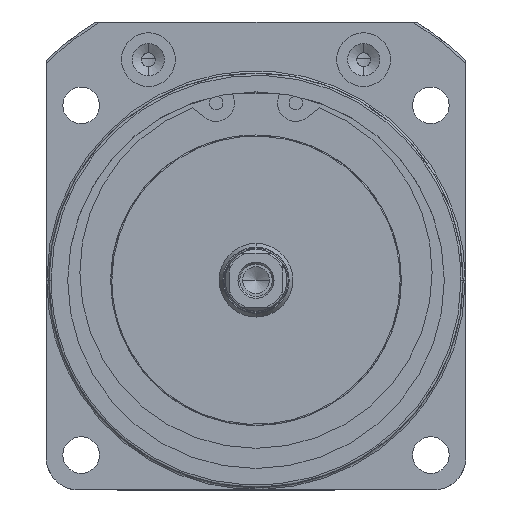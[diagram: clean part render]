
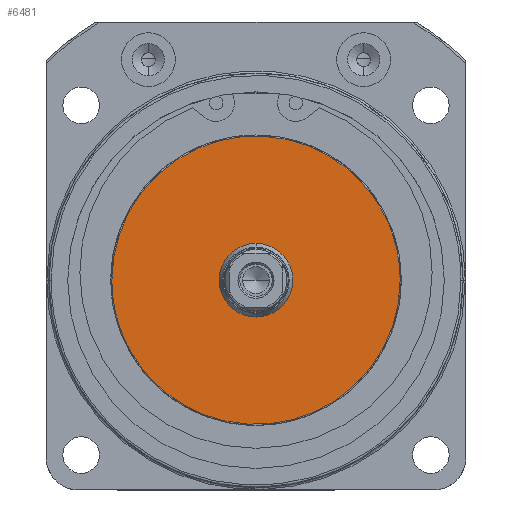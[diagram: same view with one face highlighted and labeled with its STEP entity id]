
A CAD part, front view. The second image highlights one B-rep face of the part: STEP entity #6481.
In plain terms, the highlighted planar face has unit normal (0, -1, 0).
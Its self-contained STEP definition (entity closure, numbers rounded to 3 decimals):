
#479 =( BOUNDED_CURVE ( )  B_SPLINE_CURVE ( 3, ( #8623, #8601, #8630, #8632 ),
 .UNSPECIFIED., .F., .F. ) 
 B_SPLINE_CURVE_WITH_KNOTS ( ( 4, 4 ),
 ( 0., 1. ),
 .UNSPECIFIED. ) 
 CURVE ( )  GEOMETRIC_REPRESENTATION_ITEM ( )  RATIONAL_B_SPLINE_CURVE ( ( 1., 0.333, 0.333, 1. ) ) 
 REPRESENTATION_ITEM ( '' )  );
#875 =( BOUNDED_CURVE ( )  B_SPLINE_CURVE ( 3, ( #8390, #8433, #8400, #8388 ),
 .UNSPECIFIED., .F., .F. ) 
 B_SPLINE_CURVE_WITH_KNOTS ( ( 4, 4 ),
 ( 0., 1. ),
 .UNSPECIFIED. ) 
 CURVE ( )  GEOMETRIC_REPRESENTATION_ITEM ( )  RATIONAL_B_SPLINE_CURVE ( ( 1., 0.333, 0.333, 1. ) ) 
 REPRESENTATION_ITEM ( '' )  );
#1407 = AXIS2_PLACEMENT_3D ( 'NONE', #7874, #7876, #7878 ) ;
#1920 = EDGE_CURVE ( 'NONE', #12567, #12553, #875, .T. ) ;
#4169 = CIRCLE ( 'NONE', #1407, 6.85 ) ;
#4440 = EDGE_LOOP ( 'NONE', ( #5342, #5339 ) ) ;
#4463 = DIRECTION ( 'NONE',  ( 1., 0., 0. ) ) ;
#4494 = VERTEX_POINT ( 'NONE', #7940 ) ;
#4499 = DIRECTION ( 'NONE',  ( 0., -1., 0. ) ) ;
#4502 = VERTEX_POINT ( 'NONE', #7932 ) ;
#4666 = EDGE_LOOP ( 'NONE', ( #5344, #5343 ) ) ;
#5339 = ORIENTED_EDGE ( 'NONE', *, *, #1920, .F. ) ;
#5342 = ORIENTED_EDGE ( 'NONE', *, *, #9519, .F. ) ;
#5343 = ORIENTED_EDGE ( 'NONE', *, *, #5874, .F. ) ;
#5344 = ORIENTED_EDGE ( 'NONE', *, *, #7121, .F. ) ;
#5351 = CARTESIAN_POINT ( 'NONE',  ( 0., -127.7, 0. ) ) ;
#5874 = EDGE_CURVE ( 'NONE', #4502, #4494, #10426, .T. ) ;
#6245 = AXIS2_PLACEMENT_3D ( 'NONE', #5351, #4499, #4463 ) ;
#6481 = ADVANCED_FACE ( 'NONE', ( #10215, #10211 ), #11936, .F. ) ;
#6855 = AXIS2_PLACEMENT_3D ( 'NONE', #11942, #11932, #11930 ) ;
#7121 = EDGE_CURVE ( 'NONE', #4494, #4502, #4169, .T. ) ;
#7874 = CARTESIAN_POINT ( 'NONE',  ( 0., -127.7, 0. ) ) ;
#7876 = DIRECTION ( 'NONE',  ( 0., -1., 0. ) ) ;
#7878 = DIRECTION ( 'NONE',  ( 1., 0., 0. ) ) ;
#7932 = CARTESIAN_POINT ( 'NONE',  ( -6.85, -127.7, 0. ) ) ;
#7940 = CARTESIAN_POINT ( 'NONE',  ( 6.85, -127.7, 0. ) ) ;
#8388 = CARTESIAN_POINT ( 'NONE',  ( 26.8, -127.7, 0. ) ) ;
#8390 = CARTESIAN_POINT ( 'NONE',  ( -26.8, -127.7, 0. ) ) ;
#8400 = CARTESIAN_POINT ( 'NONE',  ( 26.8, -127.7, 53.6 ) ) ;
#8433 = CARTESIAN_POINT ( 'NONE',  ( -26.8, -127.7, 53.6 ) ) ;
#8601 = CARTESIAN_POINT ( 'NONE',  ( 26.8, -127.7, -53.6 ) ) ;
#8623 = CARTESIAN_POINT ( 'NONE',  ( 26.8, -127.7, 0. ) ) ;
#8630 = CARTESIAN_POINT ( 'NONE',  ( -26.8, -127.7, -53.6 ) ) ;
#8632 = CARTESIAN_POINT ( 'NONE',  ( -26.8, -127.7, 0. ) ) ;
#8867 = CARTESIAN_POINT ( 'NONE',  ( 26.8, -127.7, 0. ) ) ;
#8881 = CARTESIAN_POINT ( 'NONE',  ( -26.8, -127.7, 0. ) ) ;
#9519 = EDGE_CURVE ( 'NONE', #12553, #12567, #479, .T. ) ;
#10211 = FACE_OUTER_BOUND ( 'NONE', #4440, .T. ) ;
#10215 = FACE_BOUND ( 'NONE', #4666, .T. ) ;
#10426 = CIRCLE ( 'NONE', #6245, 6.85 ) ;
#11930 = DIRECTION ( 'NONE',  ( -1., 0., 0. ) ) ;
#11932 = DIRECTION ( 'NONE',  ( 0., 1., 0. ) ) ;
#11936 = PLANE ( 'NONE',  #6855 ) ;
#11942 = CARTESIAN_POINT ( 'NONE',  ( -26.8, -127.7, 0. ) ) ;
#12553 = VERTEX_POINT ( 'NONE', #8867 ) ;
#12567 = VERTEX_POINT ( 'NONE', #8881 ) ;
